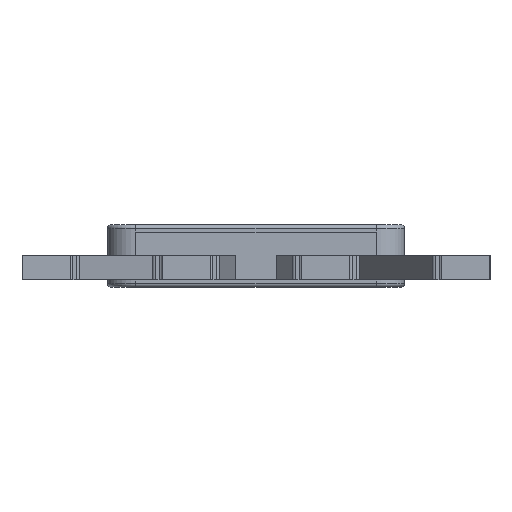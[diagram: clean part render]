
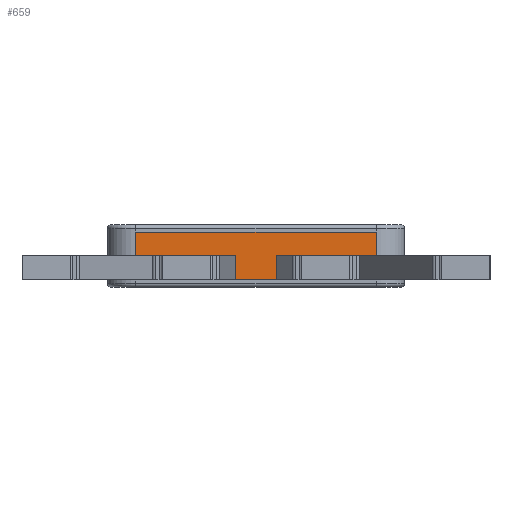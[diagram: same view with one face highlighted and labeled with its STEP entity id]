
A CAD part, front view. The second image highlights one B-rep face of the part: STEP entity #659.
In plain terms, the highlighted planar face has unit normal (0, -1, 0).
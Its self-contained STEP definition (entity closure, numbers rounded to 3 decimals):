
#65 = VECTOR ( 'NONE', #5084, 1000. ) ;
#67 = LINE ( 'NONE', #4899, #4902 ) ;
#216 = DIRECTION ( 'NONE',  ( -1., 0., 0. ) ) ;
#256 = DIRECTION ( 'NONE',  ( 0., 0., -1. ) ) ;
#261 = CARTESIAN_POINT ( 'NONE',  ( 0.217, -0.7, 0.002 ) ) ;
#352 = LINE ( 'NONE', #6808, #6227 ) ;
#359 = DIRECTION ( 'NONE',  ( 0., 0., -1. ) ) ;
#373 = VERTEX_POINT ( 'NONE', #3041 ) ;
#410 = VECTOR ( 'NONE', #771, 1000. ) ;
#544 = VERTEX_POINT ( 'NONE', #261 ) ;
#600 = CARTESIAN_POINT ( 'NONE',  ( 0.95, -0.7, 0.002 ) ) ;
#638 = CARTESIAN_POINT ( 'NONE',  ( 1.25, -0.7, -0.248 ) ) ;
#659 = ADVANCED_FACE ( 'NONE', ( #2892 ), #5878, .T. ) ;
#670 = LINE ( 'NONE', #6680, #1455 ) ;
#750 = CARTESIAN_POINT ( 'NONE',  ( -1.25, -0.7, 0.002 ) ) ;
#771 = DIRECTION ( 'NONE',  ( 0., 0., -1. ) ) ;
#794 = VECTOR ( 'NONE', #3719, 1000. ) ;
#810 = ORIENTED_EDGE ( 'NONE', *, *, #5437, .T. ) ;
#967 = ORIENTED_EDGE ( 'NONE', *, *, #6184, .T. ) ;
#996 = LINE ( 'NONE', #2842, #2864 ) ;
#1124 = DIRECTION ( 'NONE',  ( 1., 0., 0. ) ) ;
#1155 = LINE ( 'NONE', #7051, #1506 ) ;
#1244 = VERTEX_POINT ( 'NONE', #2986 ) ;
#1324 = VERTEX_POINT ( 'NONE', #7027 ) ;
#1411 = EDGE_CURVE ( 'NONE', #6361, #2169, #1155, .T. ) ;
#1455 = VECTOR ( 'NONE', #256, 1000. ) ;
#1475 = CARTESIAN_POINT ( 'NONE',  ( 0.517, -0.7, 0.002 ) ) ;
#1506 = VECTOR ( 'NONE', #6550, 1000. ) ;
#1586 = EDGE_CURVE ( 'NONE', #1244, #2169, #2501, .T. ) ;
#1604 = CARTESIAN_POINT ( 'NONE',  ( 1.25, -0.7, 0.248 ) ) ;
#1730 = VERTEX_POINT ( 'NONE', #6935 ) ;
#1783 = DIRECTION ( 'NONE',  ( -1., 0., 0. ) ) ;
#1847 = VECTOR ( 'NONE', #5473, 1000. ) ;
#1933 = CARTESIAN_POINT ( 'NONE',  ( 1.25, -0.7, -0.248 ) ) ;
#1976 = DIRECTION ( 'NONE',  ( 0., 0., -1. ) ) ;
#2115 = LINE ( 'NONE', #638, #65 ) ;
#2169 = VERTEX_POINT ( 'NONE', #4325 ) ;
#2180 = CARTESIAN_POINT ( 'NONE',  ( 0.217, -0.7, 0.002 ) ) ;
#2276 = EDGE_CURVE ( 'NONE', #544, #5828, #4301, .T. ) ;
#2285 = VECTOR ( 'NONE', #4133, 1000. ) ;
#2353 = ORIENTED_EDGE ( 'NONE', *, *, #7064, .T. ) ;
#2377 = CARTESIAN_POINT ( 'NONE',  ( 0.95, -0.7, 0.002 ) ) ;
#2474 = VECTOR ( 'NONE', #6632, 1000. ) ;
#2501 = LINE ( 'NONE', #5119, #4416 ) ;
#2516 = DIRECTION ( 'NONE',  ( 0., -1., 0. ) ) ;
#2543 = CARTESIAN_POINT ( 'NONE',  ( -0.217, -0.7, -0.248 ) ) ;
#2580 = VECTOR ( 'NONE', #359, 1000. ) ;
#2619 = CARTESIAN_POINT ( 'NONE',  ( 1.25, -0.7, -0.248 ) ) ;
#2842 = CARTESIAN_POINT ( 'NONE',  ( -0.217, -0.7, 0.002 ) ) ;
#2864 = VECTOR ( 'NONE', #1783, 1000. ) ;
#2892 = FACE_OUTER_BOUND ( 'NONE', #3213, .T. ) ;
#2986 = CARTESIAN_POINT ( 'NONE',  ( -0.95, -0.7, -0.248 ) ) ;
#3041 = CARTESIAN_POINT ( 'NONE',  ( 0.517, -0.7, -0.248 ) ) ;
#3056 = CARTESIAN_POINT ( 'NONE',  ( -0.217, -0.7, 0.002 ) ) ;
#3112 = LINE ( 'NONE', #6553, #794 ) ;
#3163 = EDGE_CURVE ( 'NONE', #5405, #1730, #4904, .T. ) ;
#3167 = VECTOR ( 'NONE', #4900, 1000. ) ;
#3213 = EDGE_LOOP ( 'NONE', ( #3978, #6888, #5569, #2353, #6441, #967, #810, #3718, #5239, #3893, #3661, #4973, #3385, #3903, #6947, #4942 ) ) ;
#3385 = ORIENTED_EDGE ( 'NONE', *, *, #1411, .F. ) ;
#3478 = DIRECTION ( 'NONE',  ( 1., 0., 0. ) ) ;
#3490 = LINE ( 'NONE', #1933, #2285 ) ;
#3523 = CARTESIAN_POINT ( 'NONE',  ( 0.217, -0.7, -0.248 ) ) ;
#3648 = CARTESIAN_POINT ( 'NONE',  ( 1.25, -0.7, 0.248 ) ) ;
#3661 = ORIENTED_EDGE ( 'NONE', *, *, #6085, .T. ) ;
#3701 = EDGE_CURVE ( 'NONE', #5828, #373, #5200, .T. ) ;
#3718 = ORIENTED_EDGE ( 'NONE', *, *, #3163, .T. ) ;
#3719 = DIRECTION ( 'NONE',  ( 0., 0., -1. ) ) ;
#3787 = AXIS2_PLACEMENT_3D ( 'NONE', #4211, #2516, #1976 ) ;
#3820 = LINE ( 'NONE', #2619, #1847 ) ;
#3841 = EDGE_CURVE ( 'NONE', #544, #5839, #3112, .T. ) ;
#3852 = CARTESIAN_POINT ( 'NONE',  ( -1.25, -0.7, -0.248 ) ) ;
#3893 = ORIENTED_EDGE ( 'NONE', *, *, #4210, .F. ) ;
#3903 = ORIENTED_EDGE ( 'NONE', *, *, #4769, .F. ) ;
#3978 = ORIENTED_EDGE ( 'NONE', *, *, #3841, .F. ) ;
#4093 = VECTOR ( 'NONE', #1124, 1000. ) ;
#4133 = DIRECTION ( 'NONE',  ( 1., 0., 0. ) ) ;
#4189 = LINE ( 'NONE', #600, #4093 ) ;
#4210 = EDGE_CURVE ( 'NONE', #6956, #4844, #352, .T. ) ;
#4211 = CARTESIAN_POINT ( 'NONE',  ( 0., -0.7, 0. ) ) ;
#4301 = LINE ( 'NONE', #2180, #2474 ) ;
#4325 = CARTESIAN_POINT ( 'NONE',  ( -0.517, -0.7, -0.248 ) ) ;
#4348 = VERTEX_POINT ( 'NONE', #3056 ) ;
#4410 = DIRECTION ( 'NONE',  ( 0., 0., -1. ) ) ;
#4411 = VERTEX_POINT ( 'NONE', #2543 ) ;
#4416 = VECTOR ( 'NONE', #3478, 1000. ) ;
#4769 = EDGE_CURVE ( 'NONE', #4348, #6361, #996, .T. ) ;
#4844 = VERTEX_POINT ( 'NONE', #750 ) ;
#4899 = CARTESIAN_POINT ( 'NONE',  ( -0.95, -0.7, 0.002 ) ) ;
#4900 = DIRECTION ( 'NONE',  ( -1., 0., 0. ) ) ;
#4902 = VECTOR ( 'NONE', #6013, 1000. ) ;
#4904 = LINE ( 'NONE', #3648, #3167 ) ;
#4942 = ORIENTED_EDGE ( 'NONE', *, *, #5072, .T. ) ;
#4973 = ORIENTED_EDGE ( 'NONE', *, *, #1586, .T. ) ;
#5072 = EDGE_CURVE ( 'NONE', #4411, #5839, #3820, .T. ) ;
#5084 = DIRECTION ( 'NONE',  ( 0., 0., 1. ) ) ;
#5119 = CARTESIAN_POINT ( 'NONE',  ( 1.25, -0.7, -0.248 ) ) ;
#5200 = LINE ( 'NONE', #1475, #2580 ) ;
#5239 = ORIENTED_EDGE ( 'NONE', *, *, #5389, .T. ) ;
#5389 = EDGE_CURVE ( 'NONE', #1730, #4844, #6693, .T. ) ;
#5405 = VERTEX_POINT ( 'NONE', #1604 ) ;
#5437 = EDGE_CURVE ( 'NONE', #6325, #5405, #2115, .T. ) ;
#5438 = EDGE_CURVE ( 'NONE', #4348, #4411, #670, .T. ) ;
#5473 = DIRECTION ( 'NONE',  ( 1., 0., 0. ) ) ;
#5569 = ORIENTED_EDGE ( 'NONE', *, *, #3701, .T. ) ;
#5828 = VERTEX_POINT ( 'NONE', #6306 ) ;
#5839 = VERTEX_POINT ( 'NONE', #3523 ) ;
#5878 = PLANE ( 'NONE',  #3787 ) ;
#6013 = DIRECTION ( 'NONE',  ( 0., 0., -1. ) ) ;
#6058 = VERTEX_POINT ( 'NONE', #6600 ) ;
#6085 = EDGE_CURVE ( 'NONE', #6956, #1244, #67, .T. ) ;
#6174 = CARTESIAN_POINT ( 'NONE',  ( -0.95, -0.7, 0.002 ) ) ;
#6184 = EDGE_CURVE ( 'NONE', #1324, #6325, #4189, .T. ) ;
#6227 = VECTOR ( 'NONE', #216, 1000. ) ;
#6276 = EDGE_CURVE ( 'NONE', #1324, #6058, #6721, .T. ) ;
#6306 = CARTESIAN_POINT ( 'NONE',  ( 0.517, -0.7, 0.002 ) ) ;
#6324 = CARTESIAN_POINT ( 'NONE',  ( 1.25, -0.7, 0.002 ) ) ;
#6325 = VERTEX_POINT ( 'NONE', #6324 ) ;
#6348 = CARTESIAN_POINT ( 'NONE',  ( -0.517, -0.7, 0.002 ) ) ;
#6361 = VERTEX_POINT ( 'NONE', #6348 ) ;
#6441 = ORIENTED_EDGE ( 'NONE', *, *, #6276, .F. ) ;
#6527 = VECTOR ( 'NONE', #4410, 1000. ) ;
#6550 = DIRECTION ( 'NONE',  ( 0., 0., -1. ) ) ;
#6553 = CARTESIAN_POINT ( 'NONE',  ( 0.217, -0.7, 0.002 ) ) ;
#6600 = CARTESIAN_POINT ( 'NONE',  ( 0.95, -0.7, -0.248 ) ) ;
#6632 = DIRECTION ( 'NONE',  ( 1., 0., 0. ) ) ;
#6680 = CARTESIAN_POINT ( 'NONE',  ( -0.217, -0.7, 0.002 ) ) ;
#6693 = LINE ( 'NONE', #3852, #6527 ) ;
#6721 = LINE ( 'NONE', #2377, #410 ) ;
#6808 = CARTESIAN_POINT ( 'NONE',  ( -0.95, -0.7, 0.002 ) ) ;
#6888 = ORIENTED_EDGE ( 'NONE', *, *, #2276, .T. ) ;
#6935 = CARTESIAN_POINT ( 'NONE',  ( -1.25, -0.7, 0.248 ) ) ;
#6947 = ORIENTED_EDGE ( 'NONE', *, *, #5438, .T. ) ;
#6956 = VERTEX_POINT ( 'NONE', #6174 ) ;
#7027 = CARTESIAN_POINT ( 'NONE',  ( 0.95, -0.7, 0.002 ) ) ;
#7051 = CARTESIAN_POINT ( 'NONE',  ( -0.517, -0.7, 0.002 ) ) ;
#7064 = EDGE_CURVE ( 'NONE', #373, #6058, #3490, .T. ) ;
